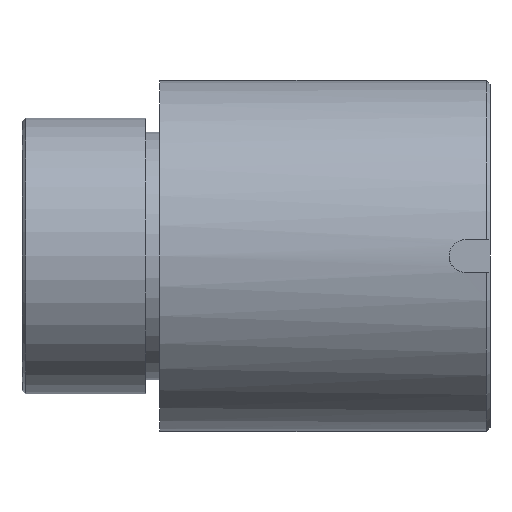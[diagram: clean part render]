
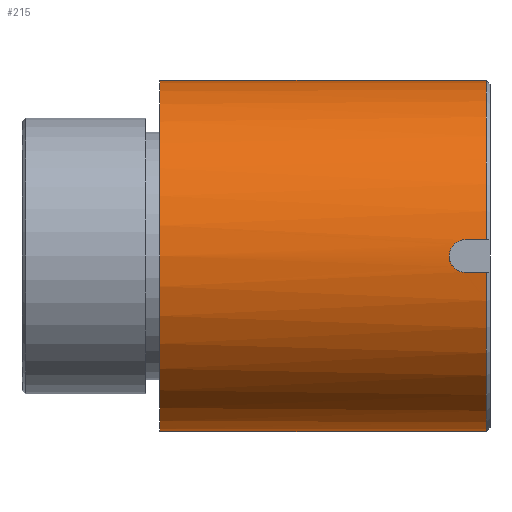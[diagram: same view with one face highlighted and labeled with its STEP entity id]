
A CAD part, front view. The second image highlights one B-rep face of the part: STEP entity #215.
In plain terms, the highlighted cylindrical face has radius 12.75 mm (diameter 25.5 mm), a partial arc.
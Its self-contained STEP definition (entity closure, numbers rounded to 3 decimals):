
#62=CARTESIAN_POINT('',(766.745,0.,-12.75));
#63=VERTEX_POINT('',#62);
#79=CARTESIAN_POINT('',(766.745,-12.695,-1.188));
#80=VERTEX_POINT('',#79);
#87=CARTESIAN_POINT('',(766.745,0.,0.));
#88=DIRECTION('',(1.,0.,-0.));
#89=DIRECTION('',(0.,0.,1.));
#90=AXIS2_PLACEMENT_3D('',#87,#88,#89);
#91=CIRCLE('',#90,12.75);
#92=EDGE_CURVE('',#80,#63,#91,.T.);
#102=CARTESIAN_POINT('',(766.745,0.,12.75));
#103=VERTEX_POINT('',#102);
#112=CARTESIAN_POINT('',(766.745,-12.695,1.188));
#113=VERTEX_POINT('',#112);
#114=CARTESIAN_POINT('',(766.745,0.,0.));
#115=DIRECTION('',(1.,0.,-0.));
#116=DIRECTION('',(0.,0.,1.));
#117=AXIS2_PLACEMENT_3D('',#114,#115,#116);
#118=CIRCLE('',#117,12.75);
#119=EDGE_CURVE('',#103,#113,#118,.T.);
#139=CARTESIAN_POINT('',(754.873,0.,0.));
#140=DIRECTION('',(1.,0.,-0.));
#141=DIRECTION('',(0.,0.,1.));
#142=AXIS2_PLACEMENT_3D('',#139,#140,#141);
#143=CYLINDRICAL_SURFACE('',#142,12.75);
#144=CARTESIAN_POINT('',(743.,0.,12.75));
#145=VERTEX_POINT('',#144);
#146=CARTESIAN_POINT('',(743.,0.,12.75));
#147=DIRECTION('',(1.,0.,0.));
#148=VECTOR('',#147,23.745);
#149=LINE('',#146,#148);
#150=EDGE_CURVE('',#145,#103,#149,.T.);
#151=ORIENTED_EDGE('',*,*,#150,.F.);
#152=CARTESIAN_POINT('',(743.,-0.,-12.75));
#153=VERTEX_POINT('',#152);
#154=CARTESIAN_POINT('',(743.,0.,0.));
#155=DIRECTION('',(1.,0.,-0.));
#156=DIRECTION('',(0.,0.,1.));
#157=AXIS2_PLACEMENT_3D('',#154,#155,#156);
#158=CIRCLE('',#157,12.75);
#159=EDGE_CURVE('',#145,#153,#158,.T.);
#160=ORIENTED_EDGE('',*,*,#159,.T.);
#161=CARTESIAN_POINT('',(766.745,-0.,-12.75));
#162=DIRECTION('',(-1.,0.,0.));
#163=VECTOR('',#162,23.745);
#164=LINE('',#161,#163);
#165=EDGE_CURVE('',#63,#153,#164,.T.);
#166=ORIENTED_EDGE('',*,*,#165,.F.);
#167=ORIENTED_EDGE('',*,*,#92,.F.);
#168=CARTESIAN_POINT('',(765.219,-12.695,-1.188));
#169=VERTEX_POINT('',#168);
#170=CARTESIAN_POINT('',(766.745,-12.695,-1.188));
#171=DIRECTION('',(-1.,0.,0.));
#172=VECTOR('',#171,1.526);
#173=LINE('',#170,#172);
#174=EDGE_CURVE('',#80,#169,#173,.T.);
#175=ORIENTED_EDGE('',*,*,#174,.T.);
#176=CARTESIAN_POINT('',(764.031,-12.75,0.));
#177=VERTEX_POINT('',#176);
#178=CARTESIAN_POINT('',(765.219,-12.695,-1.188));
#179=CARTESIAN_POINT('',(765.07,-12.695,-1.188));
#180=CARTESIAN_POINT('',(764.91,-12.697,-1.158));
#181=CARTESIAN_POINT('',(764.618,-12.708,-1.036));
#182=CARTESIAN_POINT('',(764.484,-12.715,-0.945));
#183=CARTESIAN_POINT('',(764.274,-12.729,-0.734));
#184=CARTESIAN_POINT('',(764.182,-12.737,-0.601));
#185=CARTESIAN_POINT('',(764.061,-12.747,-0.308));
#186=CARTESIAN_POINT('',(764.031,-12.75,-0.149));
#187=CARTESIAN_POINT('',(764.031,-12.75,-0.));
#188=B_SPLINE_CURVE_WITH_KNOTS('',3,(#178,#179,#180,#181,#182,#183,#184,#185,#186,#187),.UNSPECIFIED.,.F.,.F.,(4,2,2,2,4),(0.,0.448,0.895,1.343,1.79),.UNSPECIFIED.);
#189=EDGE_CURVE('',#169,#177,#188,.T.);
#190=ORIENTED_EDGE('',*,*,#189,.T.);
#191=CARTESIAN_POINT('',(765.219,-12.695,1.188));
#192=VERTEX_POINT('',#191);
#193=CARTESIAN_POINT('',(764.031,-12.75,-0.));
#194=CARTESIAN_POINT('',(764.031,-12.75,0.149));
#195=CARTESIAN_POINT('',(764.061,-12.747,0.308));
#196=CARTESIAN_POINT('',(764.182,-12.737,0.601));
#197=CARTESIAN_POINT('',(764.274,-12.729,0.734));
#198=CARTESIAN_POINT('',(764.484,-12.715,0.945));
#199=CARTESIAN_POINT('',(764.618,-12.708,1.036));
#200=CARTESIAN_POINT('',(764.91,-12.697,1.158));
#201=CARTESIAN_POINT('',(765.07,-12.695,1.188));
#202=CARTESIAN_POINT('',(765.219,-12.695,1.188));
#203=B_SPLINE_CURVE_WITH_KNOTS('',3,(#193,#194,#195,#196,#197,#198,#199,#200,#201,#202),.UNSPECIFIED.,.F.,.F.,(4,2,2,2,4),(1.79,2.238,2.686,3.133,3.581),.UNSPECIFIED.);
#204=EDGE_CURVE('',#177,#192,#203,.T.);
#205=ORIENTED_EDGE('',*,*,#204,.T.);
#206=CARTESIAN_POINT('',(765.219,-12.695,1.188));
#207=DIRECTION('',(1.,0.,-0.));
#208=VECTOR('',#207,1.526);
#209=LINE('',#206,#208);
#210=EDGE_CURVE('',#192,#113,#209,.T.);
#211=ORIENTED_EDGE('',*,*,#210,.T.);
#212=ORIENTED_EDGE('',*,*,#119,.F.);
#213=EDGE_LOOP('',(#151,#160,#166,#167,#175,#190,#205,#211,#212));
#214=FACE_BOUND('',#213,.T.);
#215=ADVANCED_FACE('',(#214),#143,.T.);
